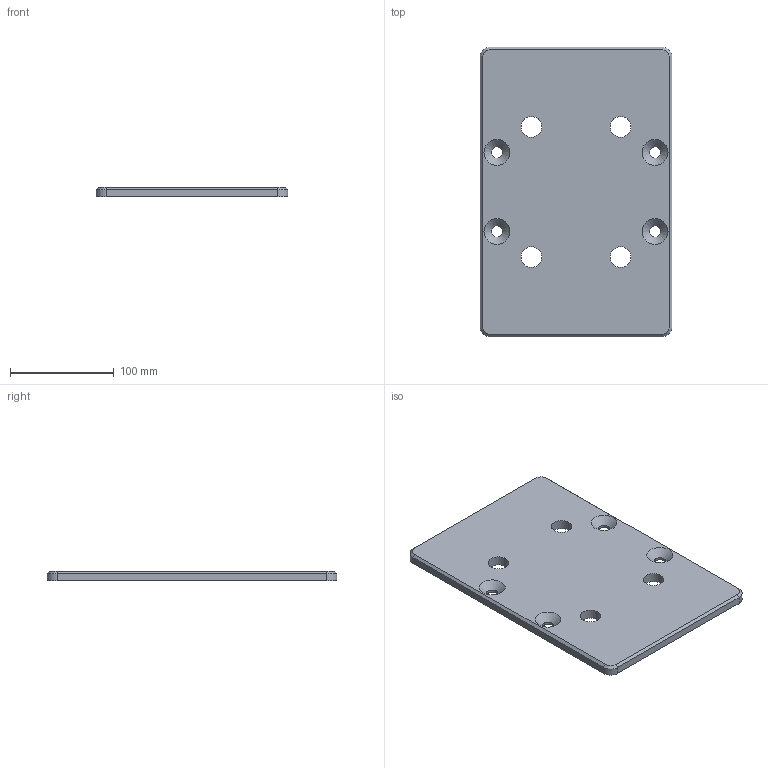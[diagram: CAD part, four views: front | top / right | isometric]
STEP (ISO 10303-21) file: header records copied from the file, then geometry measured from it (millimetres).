
FILE_DESCRIPTION(/* description */ ('FRAME RETURNWAY GUIDE, UHMW CTO S7000 SORTER, UHMW PE BLACK'),/* implementation_level */ '2;1');
FILE_NAME(/* name */ 'stp_DPP-2186155-001.stp',/* time_stamp */ '2024-01-30T10:04:14-05:00',/* author */ (''),/* organization */ (''),/* preprocessor_version */ 'ST-DEVELOPER v19.2',/* originating_system */ 'Autodesk Inventor 2023',/* authorisation */ '');
FILE_SCHEMA (('AUTOMOTIVE_DESIGN { 1 0 10303 214 3 1 1 }'));
Length unit declared in the file: millimetre
Products named in the file (1): DPP-2186155-001
Bounding box: 185 x 279.4 x 9.53 mm (x, y, z)
Volume: 468274 mm3; surface area: 110671.7 mm2
Topology: 1 solids, 1 shells, 30 faces, 72 edges, 44 vertices
Faces by surface type: cylinder 12, plane 10, cone 8
Full cylindrical faces by diameter (mm): 11 x4, 20 x4
Entity records: 947 total; most frequent: DIRECTION 166, CARTESIAN_POINT 147, ORIENTED_EDGE 144, EDGE_CURVE 72, AXIS2_PLACEMENT_3D 63, EDGE_LOOP 46, VERTEX_POINT 44, LINE 40
